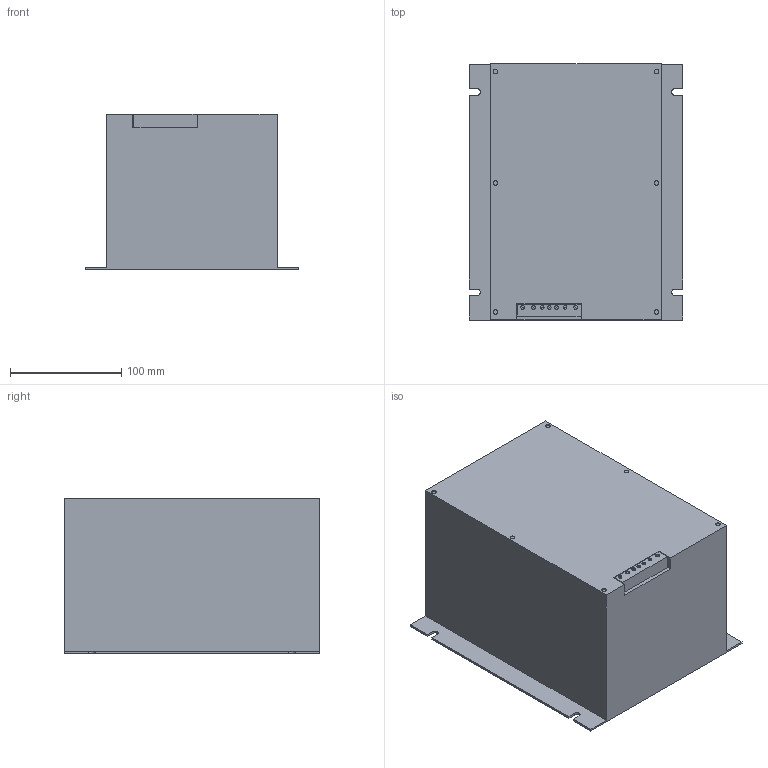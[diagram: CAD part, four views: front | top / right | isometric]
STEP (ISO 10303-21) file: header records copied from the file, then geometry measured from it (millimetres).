
FILE_DESCRIPTION((''),'2;1');
FILE_NAME('3d_31BCE1024.stp','2012-10-10T13:53:48',(''),(''),'Mechanical Desktop 2011','Mechanical Desktop 2011',', , ');
FILE_SCHEMA(('CONFIG_CONTROL_DESIGN'));
Length unit declared in the file: millimetre
Products named in the file (1): Product
Bounding box: 192 x 230 x 140 mm (x, y, z)
Volume: 4941196.6 mm3; surface area: 198690.4 mm2
Topology: 2 solids, 2 shells, 103 faces, 337 edges, 302 vertices
Faces by surface type: plane 73, cylinder 30
Entity records: 3749 total; most frequent: CARTESIAN_POINT 705, DIRECTION 655, ORIENTED_EDGE 554, EDGE_CURVE 277, VECTOR 219, LINE 219, AXIS2_PLACEMENT_3D 218, VERTEX_POINT 191
